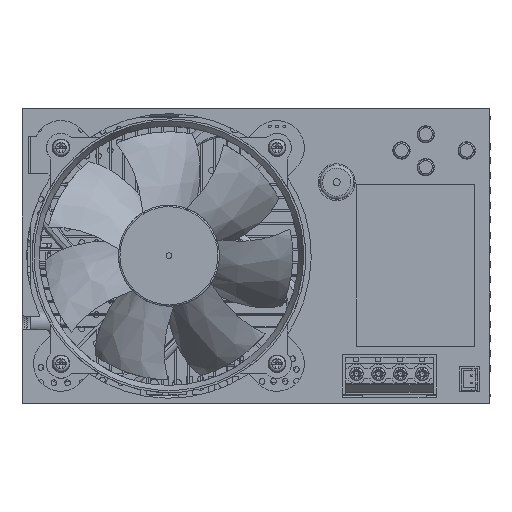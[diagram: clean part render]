
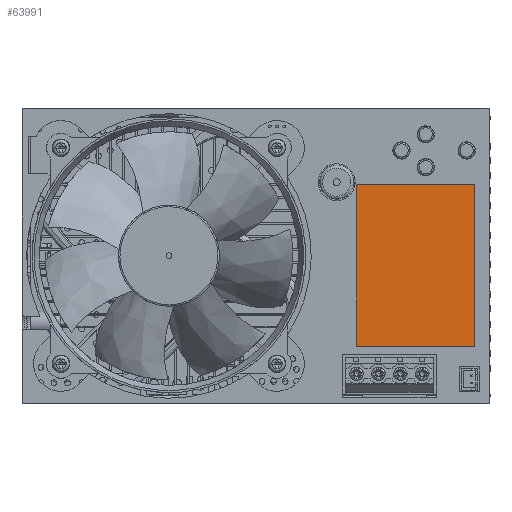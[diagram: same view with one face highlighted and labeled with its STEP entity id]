
A CAD part, top view. The second image highlights one B-rep face of the part: STEP entity #63991.
In plain terms, the highlighted free-form (B-spline) face has degree [1, 1] with [2, 2] control points.
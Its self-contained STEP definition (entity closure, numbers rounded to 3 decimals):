
#63893 = VERTEX_POINT('',#63894);
#63894 = CARTESIAN_POINT('',(130.793,-38.835,
    -36.136));
#63899 = EDGE_CURVE('',#63900,#63893,#63902,.T.);
#63900 = VERTEX_POINT('',#63901);
#63901 = CARTESIAN_POINT('',(79.788,-38.835,
    -36.136));
#63902 = B_SPLINE_CURVE_WITH_KNOTS('',1,(#63903,#63904),.UNSPECIFIED.,
  .F.,.F.,(2,2),(0.,41.5),.PIECEWISE_BEZIER_KNOTS.);
#63903 = CARTESIAN_POINT('',(79.788,-38.835,
    -36.136));
#63904 = CARTESIAN_POINT('',(130.793,-38.835,
    -36.136));
#63927 = EDGE_CURVE('',#63928,#63900,#63930,.T.);
#63928 = VERTEX_POINT('',#63929);
#63929 = CARTESIAN_POINT('',(79.788,30.851,
    -36.131));
#63930 = B_SPLINE_CURVE_WITH_KNOTS('',1,(#63931,#63932),.UNSPECIFIED.,
  .F.,.F.,(2,2),(0.,56.7),.PIECEWISE_BEZIER_KNOTS.);
#63931 = CARTESIAN_POINT('',(79.788,30.851,
    -36.131));
#63932 = CARTESIAN_POINT('',(79.788,-38.835,
    -36.136));
#63955 = EDGE_CURVE('',#63956,#63928,#63958,.T.);
#63956 = VERTEX_POINT('',#63957);
#63957 = CARTESIAN_POINT('',(130.793,30.851,
    -36.131));
#63958 = B_SPLINE_CURVE_WITH_KNOTS('',1,(#63959,#63960),.UNSPECIFIED.,
  .F.,.F.,(2,2),(0.,41.5),.PIECEWISE_BEZIER_KNOTS.);
#63959 = CARTESIAN_POINT('',(130.793,30.851,
    -36.131));
#63960 = CARTESIAN_POINT('',(79.788,30.851,
    -36.131));
#63981 = EDGE_CURVE('',#63893,#63956,#63982,.T.);
#63982 = B_SPLINE_CURVE_WITH_KNOTS('',1,(#63983,#63984),.UNSPECIFIED.,
  .F.,.F.,(2,2),(0.,56.7),.PIECEWISE_BEZIER_KNOTS.);
#63983 = CARTESIAN_POINT('',(130.793,-38.835,
    -36.136));
#63984 = CARTESIAN_POINT('',(130.793,30.851,
    -36.131));
#63991 = ADVANCED_FACE('',(#63992),#63998,.T.);
#63992 = FACE_BOUND('',#63993,.T.);
#63993 = EDGE_LOOP('',(#63994,#63995,#63996,#63997));
#63994 = ORIENTED_EDGE('',*,*,#63981,.T.);
#63995 = ORIENTED_EDGE('',*,*,#63955,.T.);
#63996 = ORIENTED_EDGE('',*,*,#63927,.T.);
#63997 = ORIENTED_EDGE('',*,*,#63899,.T.);
#63998 = B_SPLINE_SURFACE_WITH_KNOTS('',1,1,(
    (#63999,#64000)
    ,(#64001,#64002
    )),.UNSPECIFIED.,.F.,.F.,.F.,(2,2),(2,2),(-28.35,28.35),(-20.75,
    20.75),.PIECEWISE_BEZIER_KNOTS.);
#63999 = CARTESIAN_POINT('',(130.793,-38.835,
    -36.136));
#64000 = CARTESIAN_POINT('',(79.788,-38.835,
    -36.136));
#64001 = CARTESIAN_POINT('',(130.793,30.851,
    -36.131));
#64002 = CARTESIAN_POINT('',(79.788,30.851,
    -36.131));
